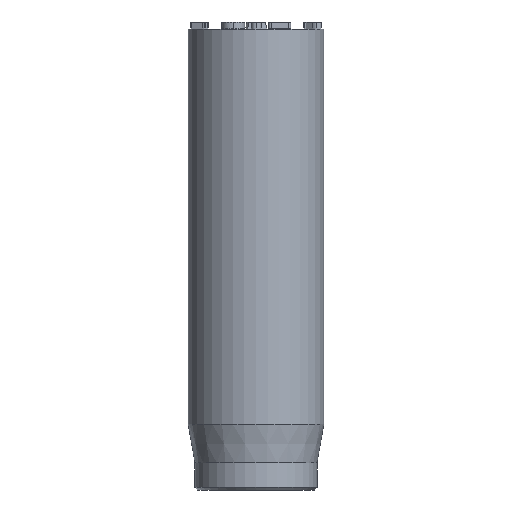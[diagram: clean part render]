
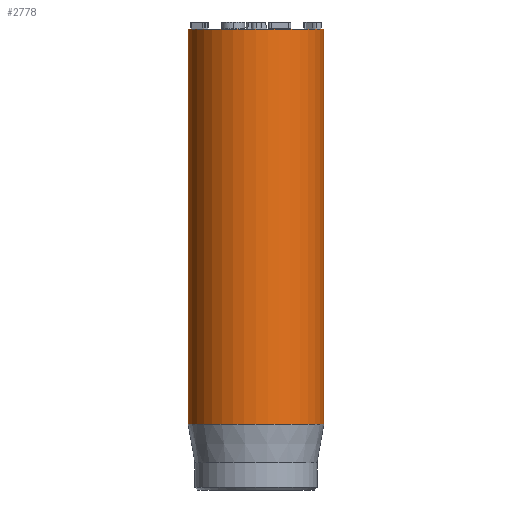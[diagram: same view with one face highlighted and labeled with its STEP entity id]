
A CAD part, front view. The second image highlights one B-rep face of the part: STEP entity #2778.
In plain terms, the highlighted cylindrical face has radius 2.5 mm (diameter 5 mm), a full revolution.
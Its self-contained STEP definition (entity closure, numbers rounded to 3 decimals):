
#48=CYLINDRICAL_SURFACE('',#2964,2.5);
#66=CIRCLE('',#2962,2.5);
#67=CIRCLE('',#2963,2.5);
#68=CIRCLE('',#2965,2.5);
#248=FACE_OUTER_BOUND('',#406,.T.);
#406=EDGE_LOOP('',(#2216,#2217,#2218,#2219,#2220));
#614=LINE('',#4719,#835);
#835=VECTOR('',#3278,2.5);
#1253=VERTEX_POINT('',#4711);
#1254=VERTEX_POINT('',#4712);
#1255=VERTEX_POINT('',#4717);
#1616=EDGE_CURVE('',#1253,#1254,#66,.T.);
#1617=EDGE_CURVE('',#1254,#1253,#67,.T.);
#1619=EDGE_CURVE('',#1255,#1255,#68,.T.);
#1620=EDGE_CURVE('',#1255,#1253,#614,.T.);
#2216=ORIENTED_EDGE('',*,*,#1619,.T.);
#2217=ORIENTED_EDGE('',*,*,#1620,.T.);
#2218=ORIENTED_EDGE('',*,*,#1616,.T.);
#2219=ORIENTED_EDGE('',*,*,#1617,.T.);
#2220=ORIENTED_EDGE('',*,*,#1620,.F.);
#2778=ADVANCED_FACE('',(#248),#48,.T.);
#2962=AXIS2_PLACEMENT_3D('',#4713,#3269,#3270);
#2963=AXIS2_PLACEMENT_3D('',#4714,#3271,#3272);
#2964=AXIS2_PLACEMENT_3D('',#4716,#3274,#3275);
#2965=AXIS2_PLACEMENT_3D('',#4718,#3276,#3277);
#3269=DIRECTION('center_axis',(0.,0.,1.));
#3270=DIRECTION('ref_axis',(-1.,0.,0.));
#3271=DIRECTION('center_axis',(0.,0.,1.));
#3272=DIRECTION('ref_axis',(-1.,0.,0.));
#3274=DIRECTION('center_axis',(0.,0.,1.));
#3275=DIRECTION('ref_axis',(-1.,0.,0.));
#3276=DIRECTION('center_axis',(0.,0.,-1.));
#3277=DIRECTION('ref_axis',(-1.,0.,0.));
#3278=DIRECTION('',(0.,0.,-1.));
#4711=CARTESIAN_POINT('',(2.5,0.,2.418));
#4712=CARTESIAN_POINT('',(-2.5,0.,2.418));
#4713=CARTESIAN_POINT('Origin',(0.,0.,2.418));
#4714=CARTESIAN_POINT('Origin',(0.,0.,2.418));
#4716=CARTESIAN_POINT('Origin',(0.,0.,0.));
#4717=CARTESIAN_POINT('',(2.5,0.,17.));
#4718=CARTESIAN_POINT('Origin',(0.,0.,17.));
#4719=CARTESIAN_POINT('',(2.5,0.,0.));
